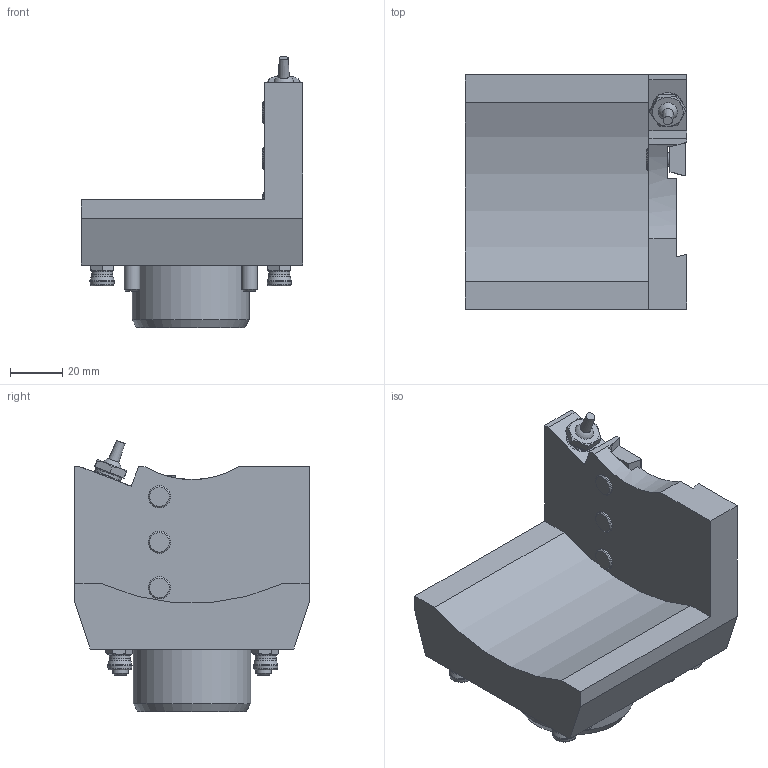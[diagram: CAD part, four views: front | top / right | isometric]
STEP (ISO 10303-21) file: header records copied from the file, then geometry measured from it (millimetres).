
FILE_DESCRIPTION(/* description */ (''),/* implementation_level */ '2;1');
FILE_NAME(/* name */ 'W7040098_A__specification_W7040098_Aussen_.stp',/* time_stamp */ '2015-05-19T10:02:03+02:00',/* author */ (''),/* organization */ (''),/* preprocessor_version */ 'ST-DEVELOPER v15',/* originating_system */ 'SIEMENS PLM Software NX 9.0',/* authorisation */ '');
FILE_SCHEMA (('AUTOMOTIVE_DESIGN { 1 0 10303 214 3 1 1 1 }'));
Length unit declared in the file: millimetre
Products named in the file (1): _
Bounding box: 85 x 90 x 104.08 mm (x, y, z)
Volume: 244313.7 mm3; surface area: 39416.3 mm2
Topology: 1 solids, 1 shells, 146 faces, 353 edges, 224 vertices
Faces by surface type: plane 75, cone 27, cylinder 25, torus 18, sphere 1
Full cylindrical faces by diameter (mm): 5 x3, 6 x4, 8 x4, 8.5 x3, 10.6 x1, 45 x1
Entity records: 4003 total; most frequent: CARTESIAN_POINT 834, DIRECTION 633, ORIENTED_EDGE 580, EDGE_CURVE 290, AXIS2_PLACEMENT_3D 242, EDGE_LOOP 221, VERTEX_POINT 215, LINE 149
